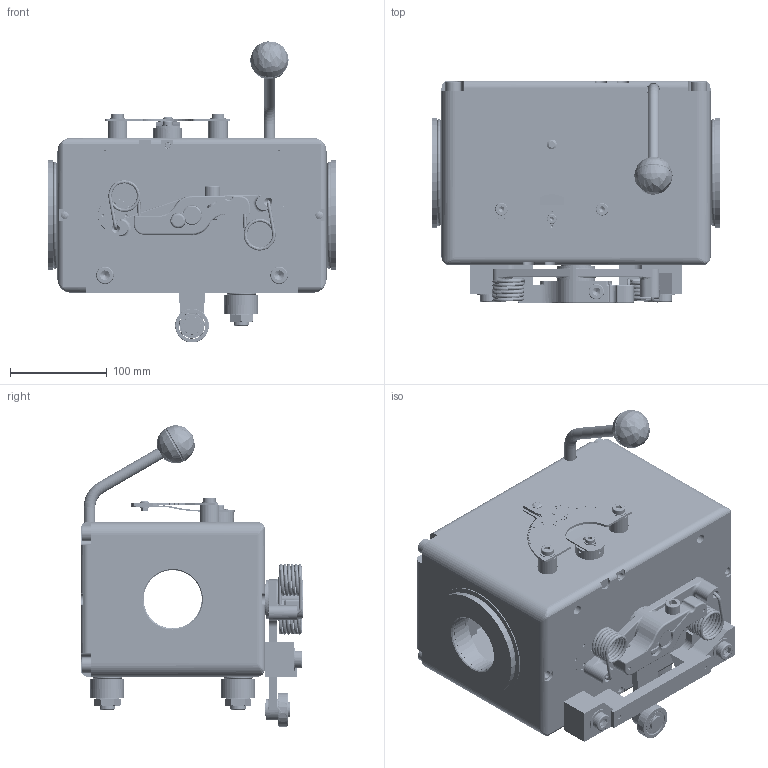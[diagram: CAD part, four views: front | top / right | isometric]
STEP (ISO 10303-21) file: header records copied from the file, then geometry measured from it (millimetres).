
FILE_DESCRIPTION (( 'STEP AP214' ), '1' );
FILE_NAME ('RG3-60-0MCRF Drehrichtung links.STEP', '2019-10-18T08:13:59', ( '' ), ( '' ), 'SwSTEP 2.0', 'SolidWorks 2019', '' );
FILE_SCHEMA (( 'AUTOMOTIVE_DESIGN' ));
Length unit declared in the file: millimetre
Products named in the file (1): RG3-60-0MCRF Drehrichtung links
Bounding box: 297 x 230 x 311.1 mm (x, y, z)
Volume: 3710126.7 mm3; surface area: 851886.9 mm2
Topology: 157 solids, 157 shells, 3444 faces, 8596 edges, 5286 vertices
Faces by surface type: plane 1251, cylinder 1212, cone 387, bspline 386, torus 168, sphere 40
Entity records: 155539 total; most frequent: CARTESIAN_POINT 35241, DIRECTION 17238, ORIENTED_EDGE 16596, EDGE_CURVE 8298, AXIS2_PLACEMENT_3D 6636, VERTEX_POINT 5286, LINE 3966, VECTOR 3966
